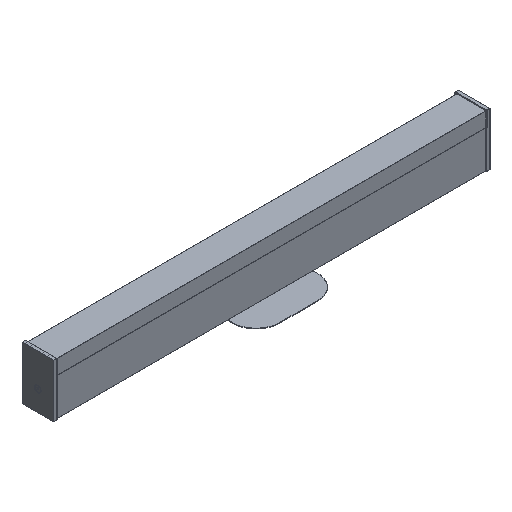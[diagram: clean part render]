
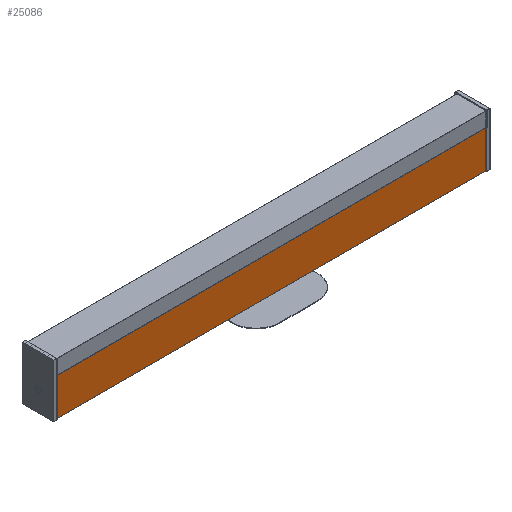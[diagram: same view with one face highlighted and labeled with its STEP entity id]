
A CAD part, isometric view. The second image highlights one B-rep face of the part: STEP entity #25086.
In plain terms, the highlighted planar face has unit normal (0, -1, 0).
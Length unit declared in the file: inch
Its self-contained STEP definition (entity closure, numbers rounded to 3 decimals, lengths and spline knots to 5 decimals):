
#1044 = FACE_OUTER_BOUND ( 'NONE', #5965, .T. ) ;
#2017 = AXIS2_PLACEMENT_3D ( 'NONE', #4050, #4010, #4038 ) ;
#4010 = DIRECTION ( 'NONE',  ( 0., 1., 0. ) ) ;
#4017 = PLANE ( 'NONE',  #2017 ) ;
#4038 = DIRECTION ( 'NONE',  ( 0., 0., 1. ) ) ;
#4050 = CARTESIAN_POINT ( 'NONE',  ( 150., -0.775, 0.51261 ) ) ;
#4580 = VERTEX_POINT ( 'NONE', #31014 ) ;
#4620 = VERTEX_POINT ( 'NONE', #31095 ) ;
#5080 = VERTEX_POINT ( 'NONE', #31281 ) ;
#5180 = VERTEX_POINT ( 'NONE', #31307 ) ;
#5965 = EDGE_LOOP ( 'NONE', ( #8145, #8180, #8136, #8177 ) ) ;
#8136 = ORIENTED_EDGE ( 'NONE', *, *, #27372, .F. ) ;
#8145 = ORIENTED_EDGE ( 'NONE', *, *, #26999, .F. ) ;
#8177 = ORIENTED_EDGE ( 'NONE', *, *, #27363, .F. ) ;
#8180 = ORIENTED_EDGE ( 'NONE', *, *, #27362, .F. ) ;
#12900 = LINE ( 'NONE', #19450, #12906 ) ;
#12906 = VECTOR ( 'NONE', #19402, 39.37008 ) ;
#19402 = DIRECTION ( 'NONE',  ( 1., 0., 0. ) ) ;
#19450 = CARTESIAN_POINT ( 'NONE',  ( 150., -0.775, 0.51261 ) ) ;
#21023 = VECTOR ( 'NONE', #22831, 39.37008 ) ;
#21024 = LINE ( 'NONE', #22827, #21023 ) ;
#21029 = LINE ( 'NONE', #22859, #21031 ) ;
#21031 = VECTOR ( 'NONE', #22871, 39.37008 ) ;
#21033 = VECTOR ( 'NONE', #22866, 39.37008 ) ;
#21045 = LINE ( 'NONE', #22874, #21033 ) ;
#22827 = CARTESIAN_POINT ( 'NONE',  ( 0., -0.775, 0.51261 ) ) ;
#22831 = DIRECTION ( 'NONE',  ( 0., 0., 1. ) ) ;
#22859 = CARTESIAN_POINT ( 'NONE',  ( 22.79528, -0.775, 0.51261 ) ) ;
#22866 = DIRECTION ( 'NONE',  ( -1., 0., 0. ) ) ;
#22871 = DIRECTION ( 'NONE',  ( 0., 0., -1. ) ) ;
#22874 = CARTESIAN_POINT ( 'NONE',  ( 150., -0.775, -1.44268 ) ) ;
#25086 = ADVANCED_FACE ( 'NONE', ( #1044 ), #4017, .F. ) ;
#26999 = EDGE_CURVE ( 'NONE', #4580, #4620, #12900, .T. ) ;
#27362 = EDGE_CURVE ( 'NONE', #5080, #4580, #21024, .T. ) ;
#27363 = EDGE_CURVE ( 'NONE', #4620, #5180, #21029, .T. ) ;
#27372 = EDGE_CURVE ( 'NONE', #5180, #5080, #21045, .T. ) ;
#31014 = CARTESIAN_POINT ( 'NONE',  ( 0., -0.775, 0.51261 ) ) ;
#31095 = CARTESIAN_POINT ( 'NONE',  ( 22.79528, -0.775, 0.51261 ) ) ;
#31281 = CARTESIAN_POINT ( 'NONE',  ( 0., -0.775, -1.44268 ) ) ;
#31307 = CARTESIAN_POINT ( 'NONE',  ( 22.79528, -0.775, -1.44268 ) ) ;
